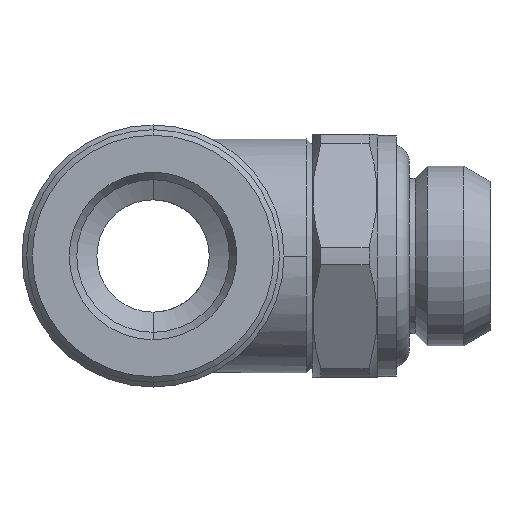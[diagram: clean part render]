
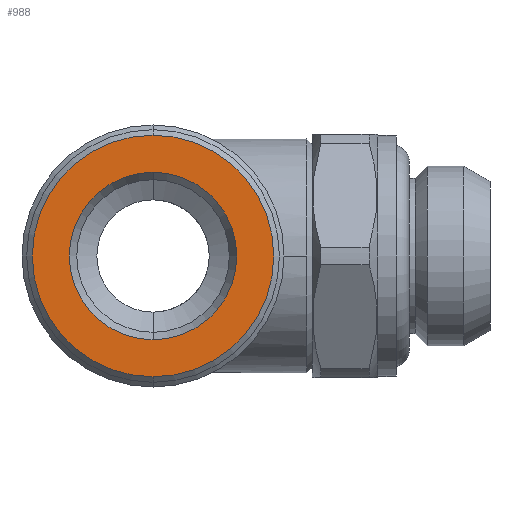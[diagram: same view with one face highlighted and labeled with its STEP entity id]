
A CAD part, left-side view. The second image highlights one B-rep face of the part: STEP entity #988.
In plain terms, the highlighted planar face has unit normal (-1, 0, 0).
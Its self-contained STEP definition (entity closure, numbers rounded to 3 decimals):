
#65 = EDGE_CURVE ( 'NONE', #85, #66, #1231, .T. ) ;
#66 = VERTEX_POINT ( 'NONE', #1226 ) ;
#83 = VERTEX_POINT ( 'NONE', #1282 ) ;
#85 = VERTEX_POINT ( 'NONE', #1307 ) ;
#113 = EDGE_CURVE ( 'NONE', #114, #83, #1260, .T. ) ;
#114 = VERTEX_POINT ( 'NONE', #1255 ) ;
#840 = ORIENTED_EDGE ( 'NONE', *, *, #957, .F. ) ;
#842 = ORIENTED_EDGE ( 'NONE', *, *, #65, .F. ) ;
#957 = EDGE_CURVE ( 'NONE', #66, #85, #3238, .T. ) ;
#960 = EDGE_CURVE ( 'NONE', #83, #114, #3316, .T. ) ;
#963 = EDGE_LOOP ( 'NONE', ( #986, #987 ) ) ;
#983 = EDGE_LOOP ( 'NONE', ( #842, #840 ) ) ;
#986 = ORIENTED_EDGE ( 'NONE', *, *, #113, .T. ) ;
#987 = ORIENTED_EDGE ( 'NONE', *, *, #960, .T. ) ;
#988 = ADVANCED_FACE ( 'NONE', ( #3254, #3253 ), #3252, .T. ) ;
#1226 = CARTESIAN_POINT ( 'NONE',  ( -22.7, 0., 6.45 ) ) ;
#1227 = DIRECTION ( 'NONE',  ( 0., 0., -1. ) ) ;
#1228 = DIRECTION ( 'NONE',  ( 1., 0., 0. ) ) ;
#1229 = CARTESIAN_POINT ( 'NONE',  ( -22.7, 0., 0. ) ) ;
#1230 = AXIS2_PLACEMENT_3D ( 'NONE', #1229, #1228, #1227 ) ;
#1231 = CIRCLE ( 'NONE', #1230, 6.45 ) ;
#1255 = CARTESIAN_POINT ( 'NONE',  ( -22.7, 0., 4.475 ) ) ;
#1256 = DIRECTION ( 'NONE',  ( 0., 0., -1. ) ) ;
#1257 = DIRECTION ( 'NONE',  ( 1., 0., 0. ) ) ;
#1258 = CARTESIAN_POINT ( 'NONE',  ( -22.7, 0., 0. ) ) ;
#1259 = AXIS2_PLACEMENT_3D ( 'NONE', #1258, #1257, #1256 ) ;
#1260 = CIRCLE ( 'NONE', #1259, 4.475 ) ;
#1282 = CARTESIAN_POINT ( 'NONE',  ( -22.7, 0., -4.475 ) ) ;
#1307 = CARTESIAN_POINT ( 'NONE',  ( -22.7, 0., -6.45 ) ) ;
#3238 = CIRCLE ( 'NONE', #3342, 6.45 ) ;
#3246 = DIRECTION ( 'NONE',  ( 0., 0., 1. ) ) ;
#3247 = DIRECTION ( 'NONE',  ( -1., 0., 0. ) ) ;
#3248 = CARTESIAN_POINT ( 'NONE',  ( -22.7, 6.45, 0. ) ) ;
#3251 = AXIS2_PLACEMENT_3D ( 'NONE', #3248, #3247, #3246 ) ;
#3252 = PLANE ( 'NONE',  #3251 ) ;
#3253 = FACE_OUTER_BOUND ( 'NONE', #983, .T. ) ;
#3254 = FACE_BOUND ( 'NONE', #963, .T. ) ;
#3295 = DIRECTION ( 'NONE',  ( 0., 0., -1. ) ) ;
#3311 = DIRECTION ( 'NONE',  ( 0., 0., -1. ) ) ;
#3313 = DIRECTION ( 'NONE',  ( 1., 0., 0. ) ) ;
#3314 = CARTESIAN_POINT ( 'NONE',  ( -22.7, 0., 0. ) ) ;
#3315 = AXIS2_PLACEMENT_3D ( 'NONE', #3314, #3313, #3295 ) ;
#3316 = CIRCLE ( 'NONE', #3315, 4.475 ) ;
#3334 = CARTESIAN_POINT ( 'NONE',  ( -22.7, 0., 0. ) ) ;
#3341 = DIRECTION ( 'NONE',  ( 1., 0., 0. ) ) ;
#3342 = AXIS2_PLACEMENT_3D ( 'NONE', #3334, #3341, #3311 ) ;
